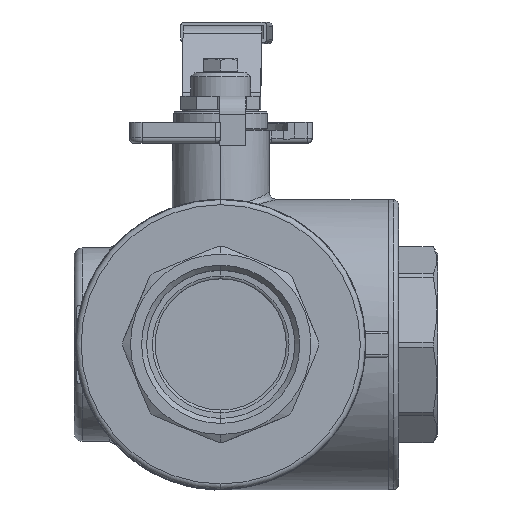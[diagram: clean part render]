
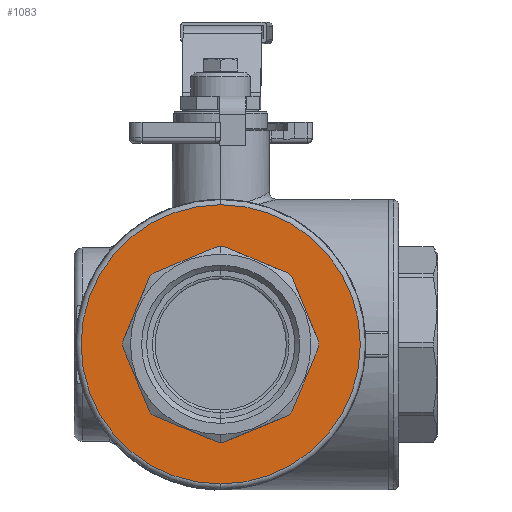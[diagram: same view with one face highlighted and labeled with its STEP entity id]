
A CAD part, top view. The second image highlights one B-rep face of the part: STEP entity #1083.
In plain terms, the highlighted planar face has unit normal (0, 0, 1).
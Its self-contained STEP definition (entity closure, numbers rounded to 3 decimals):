
#1083=ADVANCED_FACE('',(#2827,#2828),#2829,.T.);
#2827=FACE_OUTER_BOUND('',#5269,.T.);
#2828=FACE_BOUND('',#5270,.T.);
#2829=PLANE('',#5271);
#5269=EDGE_LOOP('',(#10337,#10338));
#5270=EDGE_LOOP('',(#10339,#10340,#10341,#10342,#10343,#10344,#10345,#10346,#10347,#10348,#10349,#10350,#10351,#10352,#10353,#10354,#10355,#10356));
#5271=AXIS2_PLACEMENT_3D('',#10357,#10358,#10359);
#10337=ORIENTED_EDGE('',*,*,#17337,.F.);
#10338=ORIENTED_EDGE('',*,*,#17185,.F.);
#10339=ORIENTED_EDGE('',*,*,#17339,.F.);
#10340=ORIENTED_EDGE('',*,*,#17340,.F.);
#10341=ORIENTED_EDGE('',*,*,#17341,.F.);
#10342=ORIENTED_EDGE('',*,*,#17342,.F.);
#10343=ORIENTED_EDGE('',*,*,#17167,.F.);
#10344=ORIENTED_EDGE('',*,*,#17343,.F.);
#10345=ORIENTED_EDGE('',*,*,#17344,.F.);
#10346=ORIENTED_EDGE('',*,*,#17345,.F.);
#10347=ORIENTED_EDGE('',*,*,#17346,.F.);
#10348=ORIENTED_EDGE('',*,*,#17347,.F.);
#10349=ORIENTED_EDGE('',*,*,#17348,.F.);
#10350=ORIENTED_EDGE('',*,*,#17349,.F.);
#10351=ORIENTED_EDGE('',*,*,#17350,.F.);
#10352=ORIENTED_EDGE('',*,*,#17171,.F.);
#10353=ORIENTED_EDGE('',*,*,#17351,.F.);
#10354=ORIENTED_EDGE('',*,*,#17352,.F.);
#10355=ORIENTED_EDGE('',*,*,#17353,.F.);
#10356=ORIENTED_EDGE('',*,*,#17354,.F.);
#10357=CARTESIAN_POINT('',(0.,-46.45,68.));
#10358=DIRECTION('',(0.,0.0,1.0));
#10359=DIRECTION('',(1.0,0.0,0.));
#17167=EDGE_CURVE('',#20499,#20501,#20502,.T.);
#17171=EDGE_CURVE('',#20505,#20507,#20508,.T.);
#17185=EDGE_CURVE('',#20528,#20531,#20532,.T.);
#17337=EDGE_CURVE('',#20531,#20528,#20761,.T.);
#17339=EDGE_CURVE('',#20763,#20764,#20765,.T.);
#17340=EDGE_CURVE('',#20766,#20763,#20767,.T.);
#17341=EDGE_CURVE('',#20768,#20766,#20769,.T.);
#17342=EDGE_CURVE('',#20501,#20768,#20770,.T.);
#17343=EDGE_CURVE('',#20771,#20499,#20772,.T.);
#17344=EDGE_CURVE('',#20773,#20771,#20774,.T.);
#17345=EDGE_CURVE('',#20775,#20773,#20776,.T.);
#17346=EDGE_CURVE('',#20777,#20775,#20778,.T.);
#17347=EDGE_CURVE('',#20779,#20777,#20780,.T.);
#17348=EDGE_CURVE('',#20781,#20779,#20782,.T.);
#17349=EDGE_CURVE('',#20783,#20781,#20784,.T.);
#17350=EDGE_CURVE('',#20507,#20783,#20785,.T.);
#17351=EDGE_CURVE('',#20786,#20505,#20787,.T.);
#17352=EDGE_CURVE('',#20788,#20786,#20789,.T.);
#17353=EDGE_CURVE('',#20790,#20788,#20791,.T.);
#17354=EDGE_CURVE('',#20764,#20790,#20792,.T.);
#20499=VERTEX_POINT('',#30552);
#20501=VERTEX_POINT('',#30555);
#20502=CIRCLE('',#30556,37.5);
#20505=VERTEX_POINT('',#30560);
#20507=VERTEX_POINT('',#30563);
#20508=CIRCLE('',#30564,37.5);
#20528=VERTEX_POINT('',#30587);
#20531=VERTEX_POINT('',#30590);
#20532=CIRCLE('',#30591,53.4);
#20761=CIRCLE('',#31689,53.4);
#20763=VERTEX_POINT('',#31691);
#20764=VERTEX_POINT('',#31692);
#20765=CIRCLE('',#31693,37.5);
#20766=VERTEX_POINT('',#31694);
#20767=LINE('',#31695,#31696);
#20768=VERTEX_POINT('',#31697);
#20769=CIRCLE('',#31698,37.5);
#20770=LINE('',#31699,#31700);
#20771=VERTEX_POINT('',#31701);
#20772=CIRCLE('',#31702,37.5);
#20773=VERTEX_POINT('',#31703);
#20774=LINE('',#31704,#31705);
#20775=VERTEX_POINT('',#31706);
#20776=CIRCLE('',#31707,37.5);
#20777=VERTEX_POINT('',#31708);
#20778=LINE('',#31709,#31710);
#20779=VERTEX_POINT('',#31711);
#20780=CIRCLE('',#31712,37.5);
#20781=VERTEX_POINT('',#31713);
#20782=LINE('',#31714,#31715);
#20783=VERTEX_POINT('',#31716);
#20784=CIRCLE('',#31717,37.5);
#20785=LINE('',#31718,#31719);
#20786=VERTEX_POINT('',#31720);
#20787=CIRCLE('',#31721,37.5);
#20788=VERTEX_POINT('',#31722);
#20789=LINE('',#31723,#31724);
#20790=VERTEX_POINT('',#31725);
#20791=CIRCLE('',#31726,37.5);
#20792=LINE('',#31727,#31728);
#30552=CARTESIAN_POINT('',(0.,-37.5,68.));
#30555=CARTESIAN_POINT('',(0.956,-37.488,68.));
#30556=AXIS2_PLACEMENT_3D('',#40127,#40128,#40129);
#30560=CARTESIAN_POINT('',(0.,37.5,68.));
#30563=CARTESIAN_POINT('',(-0.956,37.488,68.));
#30564=AXIS2_PLACEMENT_3D('',#40132,#40133,#40134);
#30587=CARTESIAN_POINT('',(0.,53.4,68.));
#30590=CARTESIAN_POINT('',(0.,-53.4,68.));
#30591=AXIS2_PLACEMENT_3D('',#40159,#40160,#40161);
#31689=AXIS2_PLACEMENT_3D('',#40362,#40363,#40364);
#31691=CARTESIAN_POINT('',(37.488,-0.956,68.));
#31692=CARTESIAN_POINT('',(37.488,0.956,68.));
#31693=AXIS2_PLACEMENT_3D('',#40365,#40366,#40367);
#31694=CARTESIAN_POINT('',(27.184,-25.832,68.));
#31695=CARTESIAN_POINT('',(37.884,0.0,68.));
#31696=VECTOR('',#40368,1.0);
#31697=CARTESIAN_POINT('',(25.832,-27.184,68.));
#31698=AXIS2_PLACEMENT_3D('',#40369,#40370,#40371);
#31699=CARTESIAN_POINT('',(0.,-37.884,68.));
#31700=VECTOR('',#40372,1.0);
#31701=CARTESIAN_POINT('',(-0.956,-37.488,68.));
#31702=AXIS2_PLACEMENT_3D('',#40373,#40374,#40375);
#31703=CARTESIAN_POINT('',(-25.832,-27.184,68.));
#31704=CARTESIAN_POINT('',(0.,-37.884,68.));
#31705=VECTOR('',#40376,1.0);
#31706=CARTESIAN_POINT('',(-27.184,-25.832,68.));
#31707=AXIS2_PLACEMENT_3D('',#40377,#40378,#40379);
#31708=CARTESIAN_POINT('',(-37.488,-0.956,68.));
#31709=CARTESIAN_POINT('',(-37.884,0.0,68.));
#31710=VECTOR('',#40380,1.0);
#31711=CARTESIAN_POINT('',(-37.488,0.956,68.));
#31712=AXIS2_PLACEMENT_3D('',#40381,#40382,#40383);
#31713=CARTESIAN_POINT('',(-27.184,25.832,68.));
#31714=CARTESIAN_POINT('',(-37.884,0.0,68.));
#31715=VECTOR('',#40384,1.0);
#31716=CARTESIAN_POINT('',(-25.832,27.184,68.));
#31717=AXIS2_PLACEMENT_3D('',#40385,#40386,#40387);
#31718=CARTESIAN_POINT('',(0.,37.884,68.));
#31719=VECTOR('',#40388,1.0);
#31720=CARTESIAN_POINT('',(0.956,37.488,68.));
#31721=AXIS2_PLACEMENT_3D('',#40389,#40390,#40391);
#31722=CARTESIAN_POINT('',(25.832,27.184,68.));
#31723=CARTESIAN_POINT('',(0.,37.884,68.));
#31724=VECTOR('',#40392,1.0);
#31725=CARTESIAN_POINT('',(27.184,25.832,68.));
#31726=AXIS2_PLACEMENT_3D('',#40393,#40394,#40395);
#31727=CARTESIAN_POINT('',(37.884,0.0,68.));
#31728=VECTOR('',#40396,1.0);
#40127=CARTESIAN_POINT('',(0.,0.0,68.));
#40128=DIRECTION('',(0.,0.0,1.0));
#40129=DIRECTION('',(0.0,-1.0,0.0));
#40132=CARTESIAN_POINT('',(0.,0.0,68.));
#40133=DIRECTION('',(0.,0.0,1.0));
#40134=DIRECTION('',(0.0,-1.0,0.0));
#40159=CARTESIAN_POINT('',(0.,0.0,68.));
#40160=DIRECTION('',(0.,0.0,-1.0));
#40161=DIRECTION('',(0.0,1.0,0.0));
#40362=CARTESIAN_POINT('',(0.,0.0,68.));
#40363=DIRECTION('',(0.,0.0,-1.0));
#40364=DIRECTION('',(0.0,1.0,0.0));
#40365=CARTESIAN_POINT('',(0.,0.0,68.));
#40366=DIRECTION('',(0.,0.0,1.0));
#40367=DIRECTION('',(0.0,-1.0,0.0));
#40368=DIRECTION('',(0.383,0.924,0.));
#40369=CARTESIAN_POINT('',(0.,0.0,68.));
#40370=DIRECTION('',(0.,0.0,1.0));
#40371=DIRECTION('',(0.0,-1.0,0.0));
#40372=DIRECTION('',(0.924,0.383,0.));
#40373=CARTESIAN_POINT('',(0.,0.0,68.));
#40374=DIRECTION('',(0.,0.0,1.0));
#40375=DIRECTION('',(0.0,-1.0,0.0));
#40376=DIRECTION('',(0.924,-0.383,0.));
#40377=CARTESIAN_POINT('',(0.,0.0,68.));
#40378=DIRECTION('',(0.,0.0,1.0));
#40379=DIRECTION('',(0.0,-1.0,0.0));
#40380=DIRECTION('',(0.383,-0.924,0.));
#40381=CARTESIAN_POINT('',(0.,0.0,68.));
#40382=DIRECTION('',(0.,0.0,1.0));
#40383=DIRECTION('',(0.0,-1.0,0.0));
#40384=DIRECTION('',(-0.383,-0.924,0.));
#40385=CARTESIAN_POINT('',(0.,0.0,68.));
#40386=DIRECTION('',(0.,0.0,1.0));
#40387=DIRECTION('',(0.0,-1.0,0.0));
#40388=DIRECTION('',(-0.924,-0.383,0.));
#40389=CARTESIAN_POINT('',(0.,0.0,68.));
#40390=DIRECTION('',(0.,0.0,1.0));
#40391=DIRECTION('',(0.0,-1.0,0.0));
#40392=DIRECTION('',(-0.924,0.383,0.));
#40393=CARTESIAN_POINT('',(0.,0.0,68.));
#40394=DIRECTION('',(0.,0.0,1.0));
#40395=DIRECTION('',(0.0,-1.0,0.0));
#40396=DIRECTION('',(-0.383,0.924,0.));
